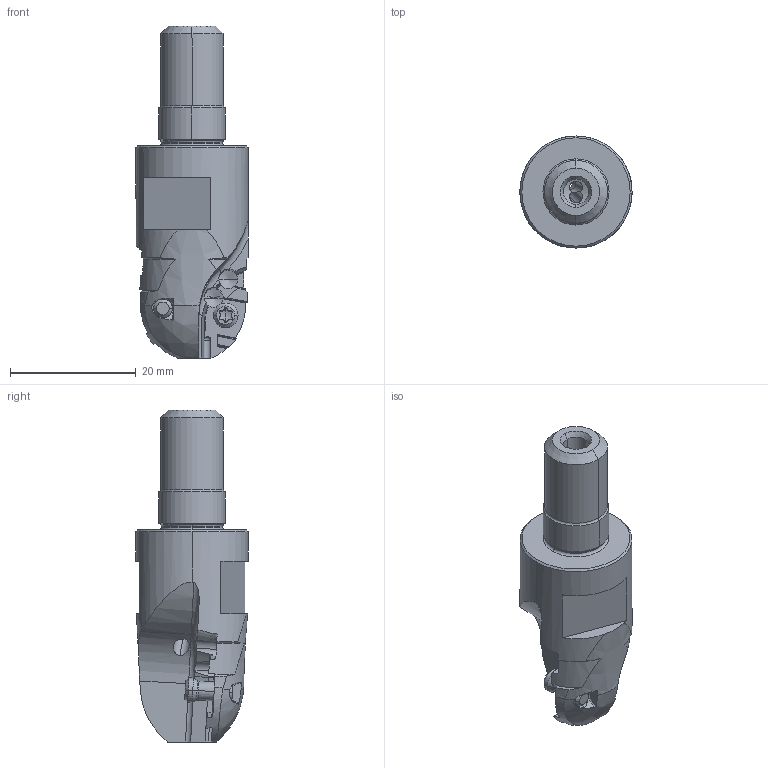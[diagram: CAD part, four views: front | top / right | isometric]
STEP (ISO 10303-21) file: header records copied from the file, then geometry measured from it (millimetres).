
FILE_DESCRIPTION(/* description */ (''),/* implementation_level */ '2;1');
FILE_NAME(/* name */ 'SRM212AM10S35.stp',/* time_stamp */ '2017-11-08T14:26:18+09:00',/* author */ (''),/* organization */ (''),/* preprocessor_version */ 'ST-DEVELOPER v16',/* originating_system */ 'SIEMENS PLM Software NX 10.0',/* authorisation */ '');
FILE_SCHEMA (('AUTOMOTIVE_DESIGN { 1 0 10303 214 3 1 1 1 }'));
Length unit declared in the file: millimetre
Products named in the file (1): SRM212AM10S35_ASM
Bounding box: 17.8 x 17.8 x 52.7 mm (x, y, z)
Volume: 6312 mm3; surface area: 3593.1 mm2
Topology: 3 solids, 3 shells, 242 faces, 689 edges, 442 vertices
Faces by surface type: cylinder 92, plane 69, cone 55, torus 16, sphere 6, bspline 4
Entity records: 9664 total; most frequent: CARTESIAN_POINT 3453, ORIENTED_EDGE 1350, DIRECTION 1239, EDGE_CURVE 675, AXIS2_PLACEMENT_3D 506, VERTEX_POINT 442, EDGE_LOOP 253, CIRCLE 244
